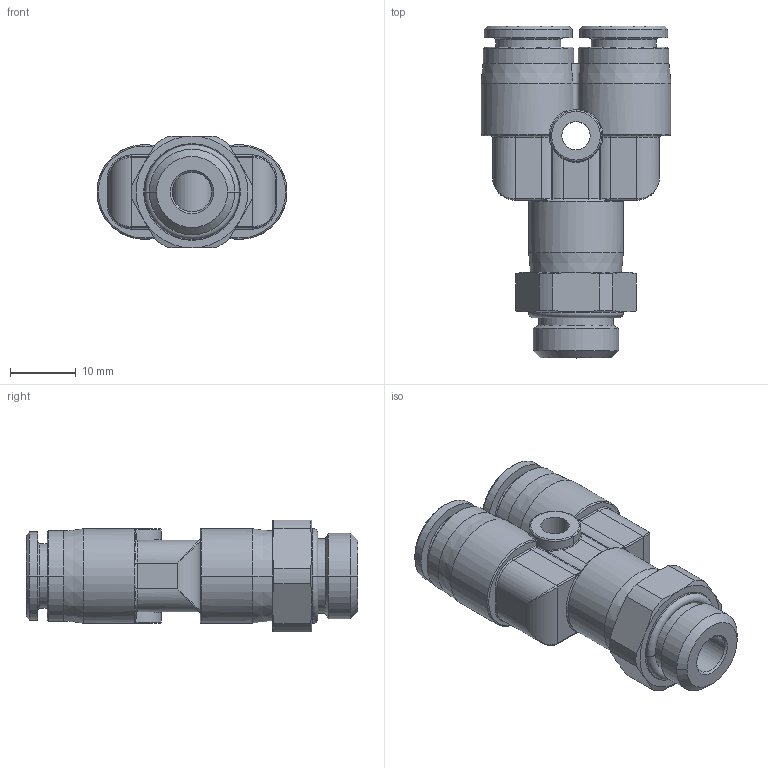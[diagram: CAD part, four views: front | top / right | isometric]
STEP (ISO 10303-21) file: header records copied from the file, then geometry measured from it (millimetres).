
FILE_DESCRIPTION(( 'MXP.52.08.14.stp' ), '1');
FILE_NAME( 'MXP.52.08.14.stp', '2021-02-22T15:47:20',( 'Sopra'),('sopra-pneumatic.com'), 'SwSTEP 2.0','SolidWorks 2009','' );
FILE_SCHEMA(('CONFIG_CONTROL_DESIGN'));
Length unit declared in the file: millimetre
Products named in the file (1): 367467B_992V-8F-1-4
Bounding box: 28.9 x 50.5 x 17 mm (x, y, z)
Volume: 8235 mm3; surface area: 6447.2 mm2
Topology: 2 solids, 2 shells, 261 faces, 626 edges, 374 vertices
Faces by surface type: cylinder 79, plane 50, torus 48, bspline 44, cone 40
Entity records: 9626 total; most frequent: CARTESIAN_POINT 3731, ORIENTED_EDGE 1252, DIRECTION 1238, EDGE_CURVE 626, AXIS2_PLACEMENT_3D 533, VERTEX_POINT 374, CIRCLE 316, EDGE_LOOP 274
